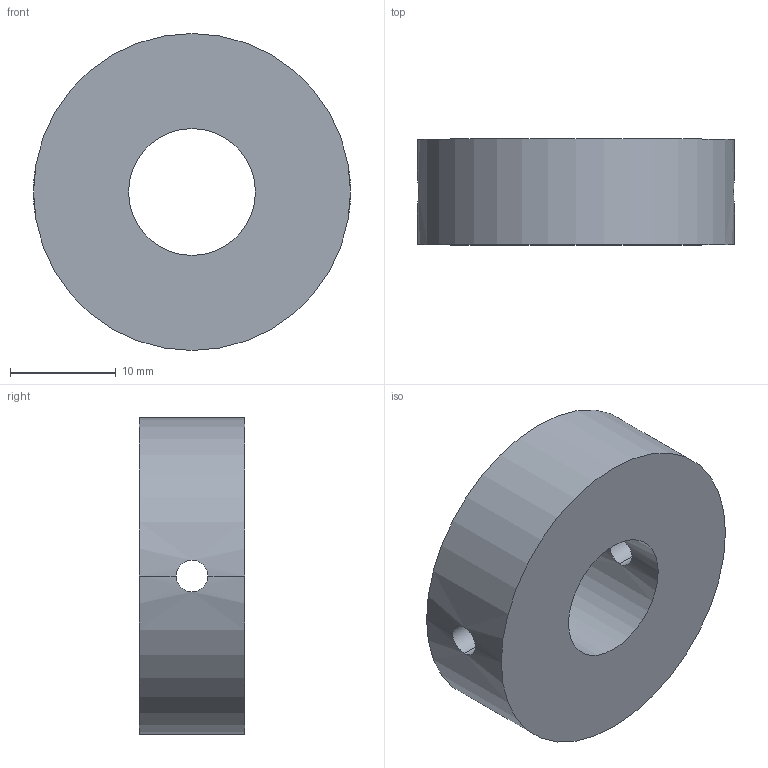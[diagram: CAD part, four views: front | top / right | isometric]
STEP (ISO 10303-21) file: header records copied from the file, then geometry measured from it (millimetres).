
FILE_DESCRIPTION((''),'2;1');
FILE_NAME('ROD_FIXTURE_CAP','2020-08-16T19:23:02',('Connor Marshall'),(''),'CREO PARAMETRIC BY PTC INC, 2019471','CREO PARAMETRIC BY PTC INC, 2019471','');
FILE_SCHEMA(('CONFIG_CONTROL_DESIGN'));
Length unit declared in the file: millimetre
Products named in the file (1): ROD_FIXTURE_CAP
Bounding box: 30 x 10 x 30 mm (x, y, z)
Volume: 5810 mm3; surface area: 2649.3 mm2
Topology: 1 solids, 1 shells, 10 faces, 36 edges, 24 vertices
Faces by surface type: cylinder 8, plane 2
Entity records: 536 total; most frequent: CARTESIAN_POINT 200, ORIENTED_EDGE 72, DIRECTION 48, EDGE_CURVE 36, VERTEX_POINT 24, AXIS2_PLACEMENT_3D 18, B_SPLINE_CURVE_WITH_KNOTS 16, VECTOR 12
